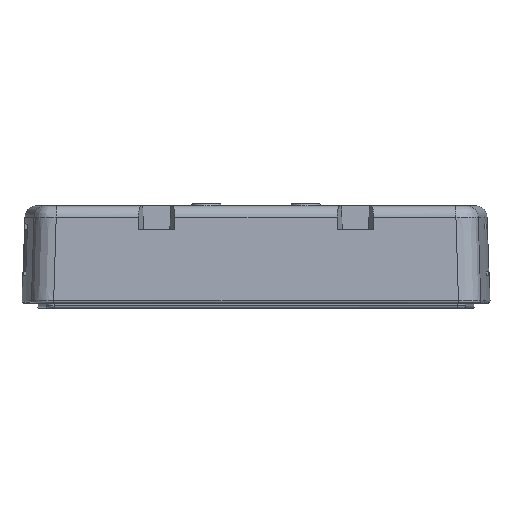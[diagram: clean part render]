
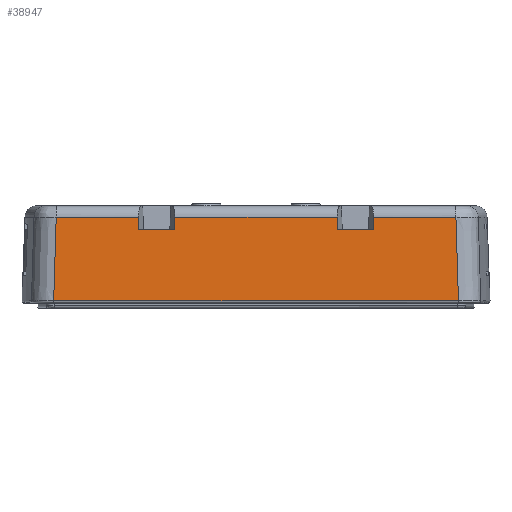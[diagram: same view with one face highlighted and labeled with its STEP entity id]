
A CAD part, left-side view. The second image highlights one B-rep face of the part: STEP entity #38947.
In plain terms, the highlighted planar face has unit normal (-0.999, 0, 0.035).
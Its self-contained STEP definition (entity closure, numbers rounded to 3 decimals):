
#38921=AXIS2_PLACEMENT_3D('Plane Axis2P3D',#38918,#38919,#38920) ;
#37341=CARTESIAN_POINT('Vertex',(0.,98.788,15.017)) ;
#37437=CARTESIAN_POINT('Vertex',(0.,7.158,15.017)) ;
#37596=CARTESIAN_POINT('Control Point',(0.659,7.724,33.894)) ;
#37597=CARTESIAN_POINT('Control Point',(0.439,7.535,27.602)) ;
#37598=CARTESIAN_POINT('Control Point',(0.22,7.346,21.31)) ;
#37599=CARTESIAN_POINT('Control Point',(0.,7.158,15.017)) ;
#37600=CARTESIAN_POINT('Vertex',(0.659,7.724,33.894)) ;
#38260=CARTESIAN_POINT('Vertex',(0.659,98.223,33.894)) ;
#38300=CARTESIAN_POINT('Line Origine',(0.659,41.732,33.894)) ;
#38304=CARTESIAN_POINT('Vertex',(0.659,79.594,33.894)) ;
#38342=CARTESIAN_POINT('Line Origine',(0.61,79.556,32.497)) ;
#38346=CARTESIAN_POINT('Vertex',(0.562,79.519,31.1)) ;
#38418=CARTESIAN_POINT('Vertex',(0.562,71.445,31.1)) ;
#38421=CARTESIAN_POINT('Line Origine',(0.61,71.407,32.497)) ;
#38425=CARTESIAN_POINT('Vertex',(0.659,71.37,33.894)) ;
#38473=CARTESIAN_POINT('Line Origine',(0.659,41.732,33.894)) ;
#38477=CARTESIAN_POINT('Vertex',(0.659,34.594,33.894)) ;
#38678=CARTESIAN_POINT('Line Origine',(0.61,34.556,32.497)) ;
#38682=CARTESIAN_POINT('Vertex',(0.562,34.519,31.1)) ;
#38754=CARTESIAN_POINT('Vertex',(0.562,26.445,31.1)) ;
#38757=CARTESIAN_POINT('Line Origine',(0.61,26.407,32.497)) ;
#38761=CARTESIAN_POINT('Vertex',(0.659,26.37,33.894)) ;
#38799=CARTESIAN_POINT('Line Origine',(0.659,41.732,33.894)) ;
#38885=CARTESIAN_POINT('Control Point',(0.659,98.223,33.894)) ;
#38886=CARTESIAN_POINT('Control Point',(0.439,98.411,27.602)) ;
#38887=CARTESIAN_POINT('Control Point',(0.22,98.6,21.31)) ;
#38888=CARTESIAN_POINT('Control Point',(0.,98.788,15.017)) ;
#38905=CARTESIAN_POINT('Line Origine',(0.,2.825,15.017)) ;
#38918=CARTESIAN_POINT('Axis2P3D Location',(-0.018,2.825,14.5)) ;
#38923=CARTESIAN_POINT('Line Origine',(0.562,30.482,31.1)) ;
#38928=CARTESIAN_POINT('Line Origine',(0.562,75.482,31.1)) ;
#38301=DIRECTION('Vector Direction',(0.,-1.,0.)) ;
#38343=DIRECTION('Vector Direction',(0.035,0.027,0.999)) ;
#38422=DIRECTION('Vector Direction',(-0.035,0.027,-0.999)) ;
#38474=DIRECTION('Vector Direction',(0.,-1.,0.)) ;
#38679=DIRECTION('Vector Direction',(-0.035,-0.027,-0.999)) ;
#38758=DIRECTION('Vector Direction',(0.035,-0.027,0.999)) ;
#38800=DIRECTION('Vector Direction',(0.,-1.,0.)) ;
#38906=DIRECTION('Vector Direction',(0.,1.,0.)) ;
#38919=DIRECTION('Axis2P3D Direction',(-0.999,0.,0.035)) ;
#38920=DIRECTION('Axis2P3D XDirection',(-0.035,0.,-0.999)) ;
#38924=DIRECTION('Vector Direction',(0.,1.,0.)) ;
#38929=DIRECTION('Vector Direction',(0.,-1.,0.)) ;
#38302=VECTOR('Line Direction',#38301,1.) ;
#38344=VECTOR('Line Direction',#38343,1.) ;
#38423=VECTOR('Line Direction',#38422,1.) ;
#38475=VECTOR('Line Direction',#38474,1.) ;
#38680=VECTOR('Line Direction',#38679,1.) ;
#38759=VECTOR('Line Direction',#38758,1.) ;
#38801=VECTOR('Line Direction',#38800,1.) ;
#38907=VECTOR('Line Direction',#38906,1.) ;
#38925=VECTOR('Line Direction',#38924,1.) ;
#38930=VECTOR('Line Direction',#38929,1.) ;
#38934=ORIENTED_EDGE('',*,*,#38889,.T.) ;
#38935=ORIENTED_EDGE('',*,*,#38909,.T.) ;
#38936=ORIENTED_EDGE('',*,*,#37602,.T.) ;
#38937=ORIENTED_EDGE('',*,*,#38803,.T.) ;
#38938=ORIENTED_EDGE('',*,*,#38763,.F.) ;
#38939=ORIENTED_EDGE('',*,*,#38927,.T.) ;
#38940=ORIENTED_EDGE('',*,*,#38684,.F.) ;
#38941=ORIENTED_EDGE('',*,*,#38479,.T.) ;
#38942=ORIENTED_EDGE('',*,*,#38427,.T.) ;
#38943=ORIENTED_EDGE('',*,*,#38932,.F.) ;
#38944=ORIENTED_EDGE('',*,*,#38348,.T.) ;
#38945=ORIENTED_EDGE('',*,*,#38306,.T.) ;
#38947=ADVANCED_FACE('1469348-1-0.1\\1002\\CABTITE_FRFT-AD_10-6',(#38946),#38922,.T.) ;
#37602=EDGE_CURVE('',#37438,#37601,#37595,.F.) ;
#38306=EDGE_CURVE('',#38305,#38261,#38303,.F.) ;
#38348=EDGE_CURVE('',#38347,#38305,#38345,.T.) ;
#38427=EDGE_CURVE('',#38426,#38419,#38424,.T.) ;
#38479=EDGE_CURVE('',#38478,#38426,#38476,.F.) ;
#38684=EDGE_CURVE('',#38478,#38683,#38681,.T.) ;
#38763=EDGE_CURVE('',#38755,#38762,#38760,.T.) ;
#38803=EDGE_CURVE('',#37601,#38762,#38802,.F.) ;
#38889=EDGE_CURVE('',#38261,#37342,#38884,.T.) ;
#38909=EDGE_CURVE('',#37342,#37438,#38908,.F.) ;
#38927=EDGE_CURVE('',#38755,#38683,#38926,.T.) ;
#38932=EDGE_CURVE('',#38347,#38419,#38931,.T.) ;
#38933=EDGE_LOOP('',(#38934,#38935,#38936,#38937,#38938,#38939,#38940,#38941,#38942,#38943,#38944,#38945)) ;
#38946=FACE_OUTER_BOUND('',#38933,.T.) ;
#38303=LINE('Line',#38300,#38302) ;
#38345=LINE('Line',#38342,#38344) ;
#38424=LINE('Line',#38421,#38423) ;
#38476=LINE('Line',#38473,#38475) ;
#38681=LINE('Line',#38678,#38680) ;
#38760=LINE('Line',#38757,#38759) ;
#38802=LINE('Line',#38799,#38801) ;
#38908=LINE('Line',#38905,#38907) ;
#38926=LINE('Line',#38923,#38925) ;
#38931=LINE('Line',#38928,#38930) ;
#38922=PLANE('',#38921) ;
#37342=VERTEX_POINT('',#37341) ;
#37438=VERTEX_POINT('',#37437) ;
#37601=VERTEX_POINT('',#37600) ;
#38261=VERTEX_POINT('',#38260) ;
#38305=VERTEX_POINT('',#38304) ;
#38347=VERTEX_POINT('',#38346) ;
#38419=VERTEX_POINT('',#38418) ;
#38426=VERTEX_POINT('',#38425) ;
#38478=VERTEX_POINT('',#38477) ;
#38683=VERTEX_POINT('',#38682) ;
#38755=VERTEX_POINT('',#38754) ;
#38762=VERTEX_POINT('',#38761) ;
#37595=(BOUNDED_CURVE()B_SPLINE_CURVE(3,(#37596,#37597,#37598,#37599),.UNSPECIFIED.,.F.,.U.)B_SPLINE_CURVE_WITH_KNOTS((4,4),(0.114,19.011),.UNSPECIFIED.)CURVE()GEOMETRIC_REPRESENTATION_ITEM()RATIONAL_B_SPLINE_CURVE((1.,1.,1.,1.))REPRESENTATION_ITEM('')) ;
#38884=(BOUNDED_CURVE()B_SPLINE_CURVE(3,(#38885,#38886,#38887,#38888),.UNSPECIFIED.,.F.,.U.)B_SPLINE_CURVE_WITH_KNOTS((4,4),(0.114,19.011),.UNSPECIFIED.)CURVE()GEOMETRIC_REPRESENTATION_ITEM()RATIONAL_B_SPLINE_CURVE((1.,1.,1.,1.))REPRESENTATION_ITEM('')) ;
